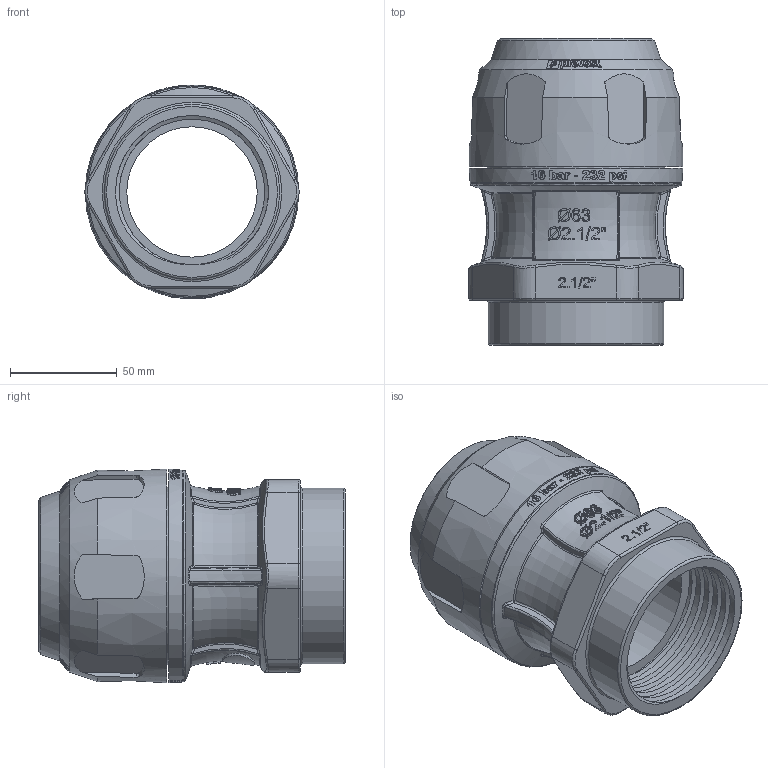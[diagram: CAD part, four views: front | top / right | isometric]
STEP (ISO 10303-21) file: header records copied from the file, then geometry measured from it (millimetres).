
FILE_DESCRIPTION(/* description */ ('STEP AP214'),/* implementation_level */ '2;1');
FILE_NAME(/* name */ 'PPS1 MF6376.stp.stp',/* time_stamp */ '2020-07-05T22:42:56+02:00',/* author */ (' '),/* organization */ (' '),/* preprocessor_version */ 'ST-DEVELOPER v18',/* originating_system */ 'Autodesk Inventor 2020',/* authorisation */ ' ');
FILE_SCHEMA (('AUTOMOTIVE_DESIGN { 1 0 10303 214 3 1 1 }'));
Products named in the file (1): PPS1 MF6376.stp
Bounding box: 100.21 x 143.5 x 100.05 mm (x, y, z)
Volume: 405833.8 mm3; surface area: 87369.2 mm2
Topology: 1 solids, 1 shells, 1198 faces, 3250 edges, 2134 vertices
Faces by surface type: bspline 599, plane 324, cylinder 147, torus 57, cone 55, sphere 16
Full cylindrical faces by diameter (mm): 15 x1, 61 x1, 64.413 x1, 71.537 x5, 82 x1, 83 x1
Entity records: 64435 total; most frequent: CARTESIAN_POINT 37479, ORIENTED_EDGE 6500, DIRECTION 3430, EDGE_CURVE 3250, VERTEX_POINT 2134, B_SPLINE_CURVE_WITH_KNOTS 1509, EDGE_LOOP 1280, STYLED_ITEM 1199
